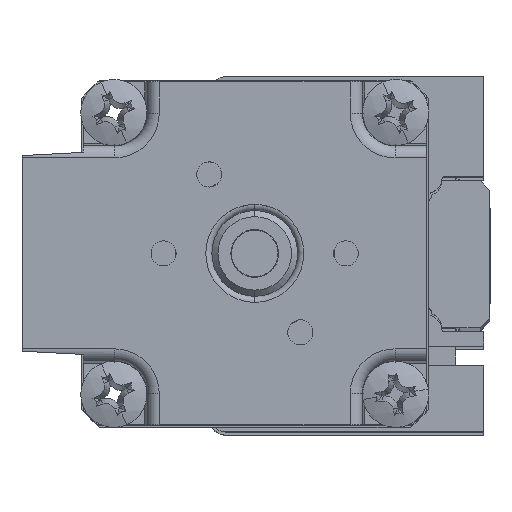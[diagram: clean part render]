
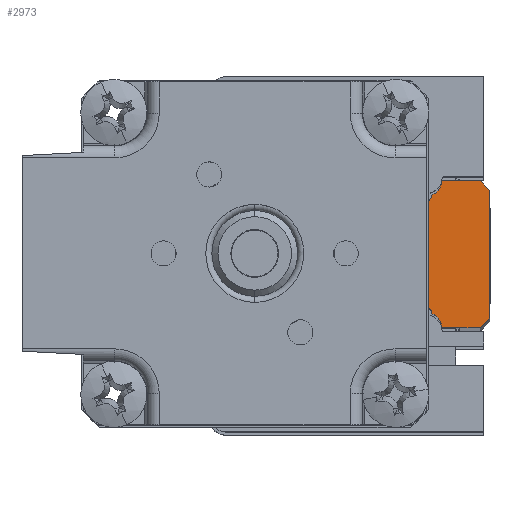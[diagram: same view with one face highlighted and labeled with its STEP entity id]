
A CAD part, top view. The second image highlights one B-rep face of the part: STEP entity #2973.
In plain terms, the highlighted planar face has unit normal (0, 0, 1).
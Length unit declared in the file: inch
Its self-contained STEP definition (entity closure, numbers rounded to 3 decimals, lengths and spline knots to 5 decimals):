
#391 = DIRECTION ( 'NONE',  ( 0., 1., 0. ) ) ;
#573 = AXIS2_PLACEMENT_3D ( 'NONE', #10720, #733, #12395 ) ;
#589 = CARTESIAN_POINT ( 'NONE',  ( 0.72306, 0.16177, 0.43307 ) ) ;
#652 = DIRECTION ( 'NONE',  ( 0., 0., 1. ) ) ;
#733 = DIRECTION ( 'NONE',  ( 0., 0., 1. ) ) ;
#855 = CARTESIAN_POINT ( 'NONE',  ( 0.69157, -0.27917, 0.43307 ) ) ;
#1016 = CIRCLE ( 'NONE', #4899, 0.01772 ) ;
#1178 = CARTESIAN_POINT ( 'NONE',  ( 0.42779, 0.19327, 0.43307 ) ) ;
#1193 = CIRCLE ( 'NONE', #21352, 0.04921 ) ;
#1216 = DIRECTION ( 'NONE',  ( 0., 0., 1. ) ) ;
#1284 = DIRECTION ( 'NONE',  ( 0., 1., 0. ) ) ;
#1308 = CARTESIAN_POINT ( 'NONE',  ( 0.72306, -0.27917, 0.43307 ) ) ;
#1380 = ORIENTED_EDGE ( 'NONE', *, *, #16442, .F. ) ;
#1436 = VECTOR ( 'NONE', #1691, 39.37008 ) ;
#1570 = ORIENTED_EDGE ( 'NONE', *, *, #4365, .F. ) ;
#1634 = VERTEX_POINT ( 'NONE', #18349 ) ;
#1691 = DIRECTION ( 'NONE',  ( -1., 0., 0. ) ) ;
#1740 = DIRECTION ( 'NONE',  ( 0., 0., 1. ) ) ;
#1870 = VERTEX_POINT ( 'NONE', #10760 ) ;
#1922 = DIRECTION ( 'NONE',  ( 1., 0., 0. ) ) ;
#2082 = AXIS2_PLACEMENT_3D ( 'NONE', #18622, #8690, #20295 ) ;
#2174 = VERTEX_POINT ( 'NONE', #14195 ) ;
#2716 = VERTEX_POINT ( 'NONE', #7843 ) ;
#2879 = DIRECTION ( 'NONE',  ( 0., -1., 0. ) ) ;
#2920 = VERTEX_POINT ( 'NONE', #12901 ) ;
#2973 = ADVANCED_FACE ( 'NONE', ( #19366 ), #6400, .T. ) ;
#3033 = VERTEX_POINT ( 'NONE', #18101 ) ;
#3419 = CARTESIAN_POINT ( 'NONE',  ( 0.4396, -0.27917, 0.43307 ) ) ;
#3747 = VERTEX_POINT ( 'NONE', #12542 ) ;
#3963 = CIRCLE ( 'NONE', #18583, 0.04921 ) ;
#4346 = VERTEX_POINT ( 'NONE', #21556 ) ;
#4365 = EDGE_CURVE ( 'NONE', #15482, #14498, #3963, .T. ) ;
#4468 = CARTESIAN_POINT ( 'NONE',  ( 0.72306, 0.16177, 0.43307 ) ) ;
#4508 = CARTESIAN_POINT ( 'NONE',  ( 0.4396, 0.19327, 0.43307 ) ) ;
#4562 = LINE ( 'NONE', #1178, #8483 ) ;
#4736 = ORIENTED_EDGE ( 'NONE', *, *, #21552, .F. ) ;
#4747 = LINE ( 'NONE', #10391, #15958 ) ;
#4899 = AXIS2_PLACEMENT_3D ( 'NONE', #21194, #11283, #1284 ) ;
#4953 = CARTESIAN_POINT ( 'NONE',  ( 0.69157, 0.19327, 0.43307 ) ) ;
#4967 = DIRECTION ( 'NONE',  ( -1., 0., 0. ) ) ;
#5461 = VERTEX_POINT ( 'NONE', #3419 ) ;
#5576 = ORIENTED_EDGE ( 'NONE', *, *, #13795, .F. ) ;
#5873 = LINE ( 'NONE', #4953, #1436 ) ;
#6400 = PLANE ( 'NONE',  #18968 ) ;
#6526 = DIRECTION ( 'NONE',  ( 0., 0., 1. ) ) ;
#6899 = CARTESIAN_POINT ( 'NONE',  ( 0.50067, -0.23324, 0.43307 ) ) ;
#6923 = VERTEX_POINT ( 'NONE', #12512 ) ;
#7843 = CARTESIAN_POINT ( 'NONE',  ( 0.56755, 0.19327, 0.43307 ) ) ;
#7968 = DIRECTION ( 'NONE',  ( 0., 0., 1. ) ) ;
#8005 = AXIS2_PLACEMENT_3D ( 'NONE', #11214, #1216, #12884 ) ;
#8075 = DIRECTION ( 'NONE',  ( 0., 1., 0. ) ) ;
#8336 = ORIENTED_EDGE ( 'NONE', *, *, #8473, .T. ) ;
#8369 = ORIENTED_EDGE ( 'NONE', *, *, #15599, .F. ) ;
#8473 = EDGE_CURVE ( 'NONE', #3747, #2174, #4562, .T. ) ;
#8483 = VECTOR ( 'NONE', #2879, 39.37008 ) ;
#8619 = EDGE_CURVE ( 'NONE', #15141, #17434, #5873, .T. ) ;
#8690 = DIRECTION ( 'NONE',  ( 0., 0., 1. ) ) ;
#8733 = VECTOR ( 'NONE', #1922, 39.37008 ) ;
#9115 = VECTOR ( 'NONE', #12258, 39.37008 ) ;
#9230 = EDGE_CURVE ( 'NONE', #5461, #14498, #20424, .T. ) ;
#9695 = VECTOR ( 'NONE', #10851, 39.37008 ) ;
#9898 = CARTESIAN_POINT ( 'NONE',  ( 0.51834, -0.27917, 0.43307 ) ) ;
#10264 = CIRCLE ( 'NONE', #2082, 0.01772 ) ;
#10278 = EDGE_LOOP ( 'NONE', ( #20609, #17775, #8336, #20342, #20214, #1570, #20554, #5576, #4736, #13853, #19940, #20908, #18676, #19654, #1380, #13553, #8369 ) ) ;
#10349 = VECTOR ( 'NONE', #4967, 39.37008 ) ;
#10391 = CARTESIAN_POINT ( 'NONE',  ( 0.72306, 0.16177, 0.43307 ) ) ;
#10658 = CARTESIAN_POINT ( 'NONE',  ( 0.51834, 0.19327, 0.43307 ) ) ;
#10720 = CARTESIAN_POINT ( 'NONE',  ( 0.4396, 0.18146, 0.43307 ) ) ;
#10760 = CARTESIAN_POINT ( 'NONE',  ( 0.72306, -0.24768, 0.43307 ) ) ;
#10851 = DIRECTION ( 'NONE',  ( 1., 0., 0. ) ) ;
#11030 = EDGE_CURVE ( 'NONE', #1870, #14790, #4747, .T. ) ;
#11214 = CARTESIAN_POINT ( 'NONE',  ( 0.4396, -0.26736, 0.43307 ) ) ;
#11283 = DIRECTION ( 'NONE',  ( 0., 0., 1. ) ) ;
#11574 = DIRECTION ( 'NONE',  ( 0., 1., 0. ) ) ;
#11725 = CARTESIAN_POINT ( 'NONE',  ( 0.51834, -0.27917, 0.43307 ) ) ;
#11910 = CARTESIAN_POINT ( 'NONE',  ( 0.69157, -0.27917, 0.43307 ) ) ;
#11954 = LINE ( 'NONE', #20536, #13487 ) ;
#12258 = DIRECTION ( 'NONE',  ( -0.707, 0.707, 0. ) ) ;
#12325 = DIRECTION ( 'NONE',  ( 0., 1., 0. ) ) ;
#12395 = DIRECTION ( 'NONE',  ( 0., 1., 0. ) ) ;
#12512 = CARTESIAN_POINT ( 'NONE',  ( 0.69157, -0.27917, 0.43307 ) ) ;
#12542 = CARTESIAN_POINT ( 'NONE',  ( 0.42779, 0.18146, 0.43307 ) ) ;
#12694 = CARTESIAN_POINT ( 'NONE',  ( 0.46913, 0.19327, 0.43307 ) ) ;
#12731 = CARTESIAN_POINT ( 'NONE',  ( 0.69157, 0.19327, 0.43307 ) ) ;
#12884 = DIRECTION ( 'NONE',  ( 0., 1., 0. ) ) ;
#12901 = CARTESIAN_POINT ( 'NONE',  ( 0.53601, -0.23324, 0.43307 ) ) ;
#13001 = LINE ( 'NONE', #589, #9115 ) ;
#13382 = DIRECTION ( 'NONE',  ( 0., -1., 0. ) ) ;
#13487 = VECTOR ( 'NONE', #17259, 39.37008 ) ;
#13508 = CARTESIAN_POINT ( 'NONE',  ( 0.46913, -0.27917, 0.43307 ) ) ;
#13538 = CIRCLE ( 'NONE', #573, 0.01181 ) ;
#13553 = ORIENTED_EDGE ( 'NONE', *, *, #19965, .F. ) ;
#13795 = EDGE_CURVE ( 'NONE', #2920, #3033, #10264, .T. ) ;
#13853 = ORIENTED_EDGE ( 'NONE', *, *, #14725, .T. ) ;
#14195 = CARTESIAN_POINT ( 'NONE',  ( 0.42779, -0.26736, 0.43307 ) ) ;
#14498 = VERTEX_POINT ( 'NONE', #13508 ) ;
#14716 = LINE ( 'NONE', #21528, #10349 ) ;
#14725 = EDGE_CURVE ( 'NONE', #1634, #6923, #18505, .T. ) ;
#14790 = VERTEX_POINT ( 'NONE', #4468 ) ;
#14941 = CARTESIAN_POINT ( 'NONE',  ( 0.53601, 0.14733, 0.43307 ) ) ;
#14974 = CIRCLE ( 'NONE', #19159, 0.01772 ) ;
#15141 = VERTEX_POINT ( 'NONE', #12694 ) ;
#15482 = VERTEX_POINT ( 'NONE', #6899 ) ;
#15599 = EDGE_CURVE ( 'NONE', #15141, #4346, #18462, .T. ) ;
#15618 = EDGE_CURVE ( 'NONE', #17434, #3747, #13538, .T. ) ;
#15775 = VERTEX_POINT ( 'NONE', #12731 ) ;
#15958 = VECTOR ( 'NONE', #391, 39.37008 ) ;
#16442 = EDGE_CURVE ( 'NONE', #20100, #2716, #21216, .T. ) ;
#16478 = CARTESIAN_POINT ( 'NONE',  ( 0.51834, -0.23193, 0.43307 ) ) ;
#16535 = CIRCLE ( 'NONE', #8005, 0.01181 ) ;
#16548 = EDGE_CURVE ( 'NONE', #15775, #2716, #14716, .T. ) ;
#17259 = DIRECTION ( 'NONE',  ( 0.707, 0.707, 0. ) ) ;
#17434 = VERTEX_POINT ( 'NONE', #4508 ) ;
#17571 = AXIS2_PLACEMENT_3D ( 'NONE', #17907, #7968, #19596 ) ;
#17775 = ORIENTED_EDGE ( 'NONE', *, *, #15618, .T. ) ;
#17907 = CARTESIAN_POINT ( 'NONE',  ( 0.51834, 0.19327, 0.43307 ) ) ;
#18028 = DIRECTION ( 'NONE',  ( 0., 0., 1. ) ) ;
#18101 = CARTESIAN_POINT ( 'NONE',  ( 0.51834, -0.21421, 0.43307 ) ) ;
#18159 = DIRECTION ( 'NONE',  ( 0., -1., 0. ) ) ;
#18349 = CARTESIAN_POINT ( 'NONE',  ( 0.56755, -0.27917, 0.43307 ) ) ;
#18462 = CIRCLE ( 'NONE', #19932, 0.04921 ) ;
#18505 = LINE ( 'NONE', #855, #9695 ) ;
#18583 = AXIS2_PLACEMENT_3D ( 'NONE', #11725, #1740, #13382 ) ;
#18622 = CARTESIAN_POINT ( 'NONE',  ( 0.51834, -0.23193, 0.43307 ) ) ;
#18676 = ORIENTED_EDGE ( 'NONE', *, *, #19758, .T. ) ;
#18968 = AXIS2_PLACEMENT_3D ( 'NONE', #1308, #18028, #8075 ) ;
#19159 = AXIS2_PLACEMENT_3D ( 'NONE', #16478, #6526, #18159 ) ;
#19366 = FACE_OUTER_BOUND ( 'NONE', #10278, .T. ) ;
#19596 = DIRECTION ( 'NONE',  ( 0., 1., 0. ) ) ;
#19654 = ORIENTED_EDGE ( 'NONE', *, *, #16548, .T. ) ;
#19758 = EDGE_CURVE ( 'NONE', #14790, #15775, #13001, .T. ) ;
#19932 = AXIS2_PLACEMENT_3D ( 'NONE', #10658, #652, #12325 ) ;
#19940 = ORIENTED_EDGE ( 'NONE', *, *, #20767, .T. ) ;
#19965 = EDGE_CURVE ( 'NONE', #4346, #20100, #1016, .T. ) ;
#20100 = VERTEX_POINT ( 'NONE', #14941 ) ;
#20214 = ORIENTED_EDGE ( 'NONE', *, *, #9230, .T. ) ;
#20295 = DIRECTION ( 'NONE',  ( 0., -1., 0. ) ) ;
#20342 = ORIENTED_EDGE ( 'NONE', *, *, #21441, .T. ) ;
#20424 = LINE ( 'NONE', #11910, #8733 ) ;
#20536 = CARTESIAN_POINT ( 'NONE',  ( 0.72306, -0.24768, 0.43307 ) ) ;
#20554 = ORIENTED_EDGE ( 'NONE', *, *, #21539, .F. ) ;
#20609 = ORIENTED_EDGE ( 'NONE', *, *, #8619, .T. ) ;
#20767 = EDGE_CURVE ( 'NONE', #6923, #1870, #11954, .T. ) ;
#20908 = ORIENTED_EDGE ( 'NONE', *, *, #11030, .T. ) ;
#21194 = CARTESIAN_POINT ( 'NONE',  ( 0.51834, 0.14602, 0.43307 ) ) ;
#21216 = CIRCLE ( 'NONE', #17571, 0.04921 ) ;
#21352 = AXIS2_PLACEMENT_3D ( 'NONE', #9898, #21487, #11574 ) ;
#21441 = EDGE_CURVE ( 'NONE', #2174, #5461, #16535, .T. ) ;
#21487 = DIRECTION ( 'NONE',  ( 0., 0., 1. ) ) ;
#21528 = CARTESIAN_POINT ( 'NONE',  ( 0.69157, 0.19327, 0.43307 ) ) ;
#21539 = EDGE_CURVE ( 'NONE', #3033, #15482, #14974, .T. ) ;
#21552 = EDGE_CURVE ( 'NONE', #1634, #2920, #1193, .T. ) ;
#21556 = CARTESIAN_POINT ( 'NONE',  ( 0.50067, 0.14733, 0.43307 ) ) ;
